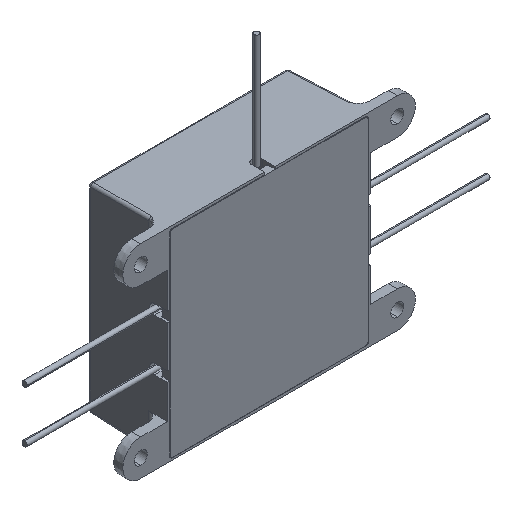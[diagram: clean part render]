
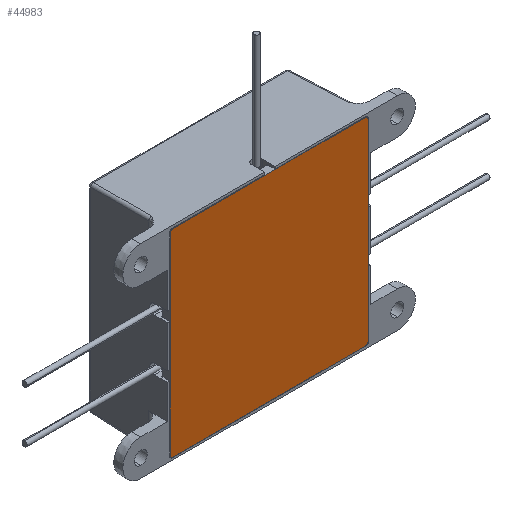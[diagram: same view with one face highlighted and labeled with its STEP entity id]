
A CAD part, isometric view. The second image highlights one B-rep face of the part: STEP entity #44983.
In plain terms, the highlighted planar face has unit normal (0, -1, 0).
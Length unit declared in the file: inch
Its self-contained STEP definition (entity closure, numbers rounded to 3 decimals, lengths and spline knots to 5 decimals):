
#849 = ORIENTED_EDGE ( 'NONE', *, *, #269094, .F. ) ;
#4392 = EDGE_CURVE ( 'NONE', #127657, #86698, #213416, .T. ) ;
#20330 = VERTEX_POINT ( 'NONE', #73401 ) ;
#22284 =( BOUNDED_CURVE ( )  B_SPLINE_CURVE ( 3, ( #69623, #242614, #266431, #178226 ),
 .UNSPECIFIED., .F., .T. ) 
 B_SPLINE_CURVE_WITH_KNOTS ( ( 4, 4 ),
 ( 5.49813, 7.06824 ),
 .UNSPECIFIED. ) 
 CURVE ( )  GEOMETRIC_REPRESENTATION_ITEM ( )  RATIONAL_B_SPLINE_CURVE ( ( 1., 0.805, 0.805, 1. ) ) 
 REPRESENTATION_ITEM ( '' )  );
#24489 = ORIENTED_EDGE ( 'NONE', *, *, #223003, .F. ) ;
#26857 = VERTEX_POINT ( 'NONE', #152912 ) ;
#29349 = CARTESIAN_POINT ( 'NONE',  ( -1.05675, 0., -1.07 ) ) ;
#32567 = DIRECTION ( 'NONE',  ( 0., 0., 1. ) ) ;
#34311 = VECTOR ( 'NONE', #47418, 39.37008 ) ;
#37332 = VERTEX_POINT ( 'NONE', #109027 ) ;
#41123 = LINE ( 'NONE', #154244, #34311 ) ;
#41882 = EDGE_CURVE ( 'NONE', #224404, #26857, #149690, .T. ) ;
#44983 = ADVANCED_FACE ( 'NONE', ( #195195 ), #226387, .F. ) ;
#47418 = DIRECTION ( 'NONE',  ( 1., 0., 0. ) ) ;
#48355 = CARTESIAN_POINT ( 'NONE',  ( -1.07, 0., -1.05675 ) ) ;
#52485 = ORIENTED_EDGE ( 'NONE', *, *, #41882, .F. ) ;
#61766 =( BOUNDED_CURVE ( )  B_SPLINE_CURVE ( 3, ( #108931, #48355, #29349, #222219 ),
 .UNSPECIFIED., .F., .F. ) 
 B_SPLINE_CURVE_WITH_KNOTS ( ( 4, 4 ),
 ( 5.49813, 7.06824 ),
 .UNSPECIFIED. ) 
 CURVE ( )  GEOMETRIC_REPRESENTATION_ITEM ( )  RATIONAL_B_SPLINE_CURVE ( ( 1., 0.805, 0.805, 1. ) ) 
 REPRESENTATION_ITEM ( '' )  );
#69623 = CARTESIAN_POINT ( 'NONE',  ( 1.03801, 0., -1.07 ) ) ;
#70178 = CARTESIAN_POINT ( 'NONE',  ( -1.07, 0., -1.03801 ) ) ;
#73401 = CARTESIAN_POINT ( 'NONE',  ( 1.03801, 0., 1.07 ) ) ;
#76357 = ORIENTED_EDGE ( 'NONE', *, *, #104808, .T. ) ;
#80659 = DIRECTION ( 'NONE',  ( -1., 0., 0. ) ) ;
#85884 = DIRECTION ( 'NONE',  ( 0., 0., -1. ) ) ;
#86698 = VERTEX_POINT ( 'NONE', #254479 ) ;
#102469 = CARTESIAN_POINT ( 'NONE',  ( -1.07, 0., 1.05675 ) ) ;
#104808 = EDGE_CURVE ( 'NONE', #114634, #223078, #61766, .T. ) ;
#105738 = CARTESIAN_POINT ( 'NONE',  ( 1.07, 0., -1.07 ) ) ;
#107929 = AXIS2_PLACEMENT_3D ( 'NONE', #181921, #266400, #32567 ) ;
#108931 = CARTESIAN_POINT ( 'NONE',  ( -1.07, 0., -1.03801 ) ) ;
#109027 = CARTESIAN_POINT ( 'NONE',  ( 1.03801, 0., -1.07 ) ) ;
#109768 = ORIENTED_EDGE ( 'NONE', *, *, #261372, .T. ) ;
#114634 = VERTEX_POINT ( 'NONE', #70178 ) ;
#127657 = VERTEX_POINT ( 'NONE', #262783 ) ;
#136286 =( BOUNDED_CURVE ( )  B_SPLINE_CURVE ( 3, ( #160660, #203156, #205042, #206885 ),
 .UNSPECIFIED., .F., .F. ) 
 B_SPLINE_CURVE_WITH_KNOTS ( ( 4, 4 ),
 ( 5.49813, 7.06824 ),
 .UNSPECIFIED. ) 
 CURVE ( )  GEOMETRIC_REPRESENTATION_ITEM ( )  RATIONAL_B_SPLINE_CURVE ( ( 1., 0.805, 0.805, 1. ) ) 
 REPRESENTATION_ITEM ( '' )  );
#144614 = DIRECTION ( 'NONE',  ( 0., 0., 1. ) ) ;
#149690 = LINE ( 'NONE', #105738, #166841 ) ;
#152912 = CARTESIAN_POINT ( 'NONE',  ( 1.07, 0., -1.03801 ) ) ;
#154140 = CARTESIAN_POINT ( 'NONE',  ( 1.07, 0., 1.03801 ) ) ;
#154244 = CARTESIAN_POINT ( 'NONE',  ( -1.07, 0., 1.07 ) ) ;
#157821 = VECTOR ( 'NONE', #80659, 39.37008 ) ;
#160660 = CARTESIAN_POINT ( 'NONE',  ( 1.07, 0., 1.03801 ) ) ;
#164531 = CARTESIAN_POINT ( 'NONE',  ( -1.03801, 0., -1.07 ) ) ;
#166841 = VECTOR ( 'NONE', #85884, 39.37008 ) ;
#177776 = ORIENTED_EDGE ( 'NONE', *, *, #249396, .F. ) ;
#178226 = CARTESIAN_POINT ( 'NONE',  ( 1.07, 0., -1.03801 ) ) ;
#181921 = CARTESIAN_POINT ( 'NONE',  ( -1.07, 0., 1.07 ) ) ;
#188385 = CARTESIAN_POINT ( 'NONE',  ( -1.05675, 0., 1.07 ) ) ;
#195195 = FACE_OUTER_BOUND ( 'NONE', #208083, .T. ) ;
#203156 = CARTESIAN_POINT ( 'NONE',  ( 1.07, 0., 1.05675 ) ) ;
#205042 = CARTESIAN_POINT ( 'NONE',  ( 1.05675, 0., 1.07 ) ) ;
#206388 = ORIENTED_EDGE ( 'NONE', *, *, #4392, .T. ) ;
#206885 = CARTESIAN_POINT ( 'NONE',  ( 1.03801, 0., 1.07 ) ) ;
#208083 = EDGE_LOOP ( 'NONE', ( #24489, #76357, #849, #258793, #52485, #109768, #177776, #206388 ) ) ;
#213416 =( BOUNDED_CURVE ( )  B_SPLINE_CURVE ( 3, ( #277451, #188385, #102469, #233725 ),
 .UNSPECIFIED., .F., .F. ) 
 B_SPLINE_CURVE_WITH_KNOTS ( ( 4, 4 ),
 ( 5.49813, 7.06824 ),
 .UNSPECIFIED. ) 
 CURVE ( )  GEOMETRIC_REPRESENTATION_ITEM ( )  RATIONAL_B_SPLINE_CURVE ( ( 1., 0.805, 0.805, 1. ) ) 
 REPRESENTATION_ITEM ( '' )  );
#222219 = CARTESIAN_POINT ( 'NONE',  ( -1.03801, 0., -1.07 ) ) ;
#223003 = EDGE_CURVE ( 'NONE', #114634, #86698, #263072, .T. ) ;
#223078 = VERTEX_POINT ( 'NONE', #164531 ) ;
#224404 = VERTEX_POINT ( 'NONE', #154140 ) ;
#226387 = PLANE ( 'NONE',  #107929 ) ;
#230621 = CARTESIAN_POINT ( 'NONE',  ( -1.07, 0., -1.07 ) ) ;
#232493 = VECTOR ( 'NONE', #144614, 39.37008 ) ;
#233725 = CARTESIAN_POINT ( 'NONE',  ( -1.07, 0., 1.03801 ) ) ;
#242614 = CARTESIAN_POINT ( 'NONE',  ( 1.05675, 0., -1.07 ) ) ;
#249396 = EDGE_CURVE ( 'NONE', #127657, #20330, #41123, .T. ) ;
#250010 = CARTESIAN_POINT ( 'NONE',  ( -1.07, 0., -1.07 ) ) ;
#252026 = EDGE_CURVE ( 'NONE', #37332, #26857, #22284, .T. ) ;
#254479 = CARTESIAN_POINT ( 'NONE',  ( -1.07, 0., 1.03801 ) ) ;
#258793 = ORIENTED_EDGE ( 'NONE', *, *, #252026, .T. ) ;
#261372 = EDGE_CURVE ( 'NONE', #224404, #20330, #136286, .T. ) ;
#262783 = CARTESIAN_POINT ( 'NONE',  ( -1.03801, 0., 1.07 ) ) ;
#262973 = LINE ( 'NONE', #250010, #157821 ) ;
#263072 = LINE ( 'NONE', #230621, #232493 ) ;
#266400 = DIRECTION ( 'NONE',  ( 0., 1., 0. ) ) ;
#266431 = CARTESIAN_POINT ( 'NONE',  ( 1.07, 0., -1.05675 ) ) ;
#269094 = EDGE_CURVE ( 'NONE', #37332, #223078, #262973, .T. ) ;
#277451 = CARTESIAN_POINT ( 'NONE',  ( -1.03801, 0., 1.07 ) ) ;
